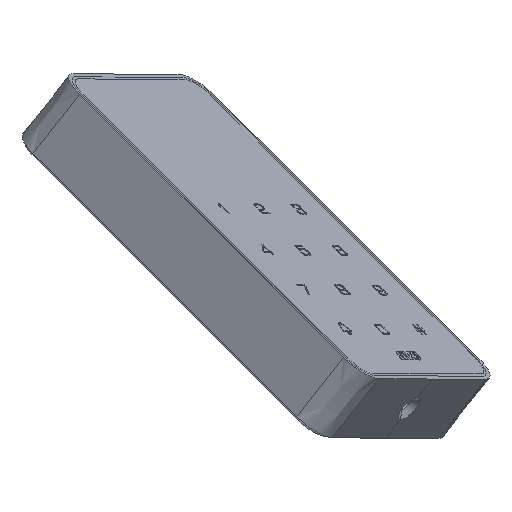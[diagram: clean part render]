
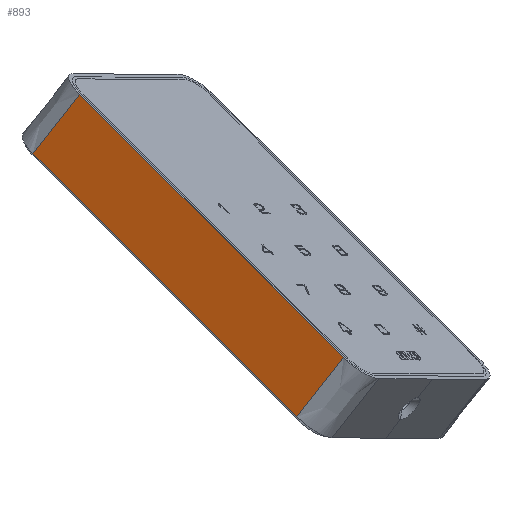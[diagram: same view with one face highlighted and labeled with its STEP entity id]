
A CAD part, isometric view. The second image highlights one B-rep face of the part: STEP entity #893.
In plain terms, the highlighted face is a extrusion surface.
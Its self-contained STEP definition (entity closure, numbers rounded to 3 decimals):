
#151=CARTESIAN_POINT('Vertex',(2080.572,98.23,20.1)) ;
#154=CARTESIAN_POINT('Line Origine',(2080.572,148.73,20.1)) ;
#158=CARTESIAN_POINT('Vertex',(2080.572,199.23,20.1)) ;
#852=CARTESIAN_POINT('Vertex',(2080.572,98.23,0.)) ;
#855=CARTESIAN_POINT('Line Origine',(2080.572,98.23,20.1)) ;
#868=CARTESIAN_POINT('Control Point',(2080.572,98.23,20.1)) ;
#869=CARTESIAN_POINT('Control Point',(2080.572,115.063,20.1)) ;
#870=CARTESIAN_POINT('Control Point',(2080.572,148.73,20.1)) ;
#871=CARTESIAN_POINT('Control Point',(2080.572,182.397,20.1)) ;
#872=CARTESIAN_POINT('Control Point',(2080.572,199.23,20.1)) ;
#877=CARTESIAN_POINT('Control Point',(2080.572,98.23,0.)) ;
#878=CARTESIAN_POINT('Control Point',(2080.572,199.23,0.)) ;
#879=CARTESIAN_POINT('Vertex',(2080.572,199.23,0.)) ;
#882=CARTESIAN_POINT('Line Origine',(2080.572,199.23,20.1)) ;
#155=DIRECTION('Vector Direction',(0.,1.,0.)) ;
#856=DIRECTION('Vector Direction',(0.,0.,-1.)) ;
#873=DIRECTION('Vector Direction',(0.,0.,-1.)) ;
#883=DIRECTION('Vector Direction',(0.,0.,-1.)) ;
#888=ORIENTED_EDGE('',*,*,#160,.F.) ;
#889=ORIENTED_EDGE('',*,*,#859,.T.) ;
#890=ORIENTED_EDGE('',*,*,#881,.T.) ;
#891=ORIENTED_EDGE('',*,*,#886,.F.) ;
#156=VECTOR('Line Direction',#155,1.) ;
#857=VECTOR('Line Direction',#856,1.) ;
#874=VECTOR('Extrusion Surface Vector',#873,1.) ;
#884=VECTOR('Line Direction',#883,1.) ;
#893=ADVANCED_FACE('MANIFOLD_SOLID_BREP #40',(#892),#875,.F.) ;
#867=B_SPLINE_CURVE_WITH_KNOTS('',3,(#868,#869,#870,#871,#872),.UNSPECIFIED.,.F.,.U.,(4,1,4),(42.297,94.313,146.329),.UNSPECIFIED.) ;
#876=B_SPLINE_CURVE_WITH_KNOTS('',1,(#877,#878),.UNSPECIFIED.,.F.,.U.,(2,2),(-52.016,52.016),.UNSPECIFIED.) ;
#160=EDGE_CURVE('',#152,#159,#157,.T.) ;
#859=EDGE_CURVE('',#152,#853,#858,.T.) ;
#881=EDGE_CURVE('',#853,#880,#876,.T.) ;
#886=EDGE_CURVE('',#159,#880,#885,.T.) ;
#887=EDGE_LOOP('',(#888,#889,#890,#891)) ;
#892=FACE_OUTER_BOUND('',#887,.T.) ;
#157=LINE('Line',#154,#156) ;
#858=LINE('Line',#855,#857) ;
#885=LINE('Line',#882,#884) ;
#875=SURFACE_OF_LINEAR_EXTRUSION('generated tabulated cylinder',#867,#874) ;
#152=VERTEX_POINT('',#151) ;
#159=VERTEX_POINT('',#158) ;
#853=VERTEX_POINT('',#852) ;
#880=VERTEX_POINT('',#879) ;
